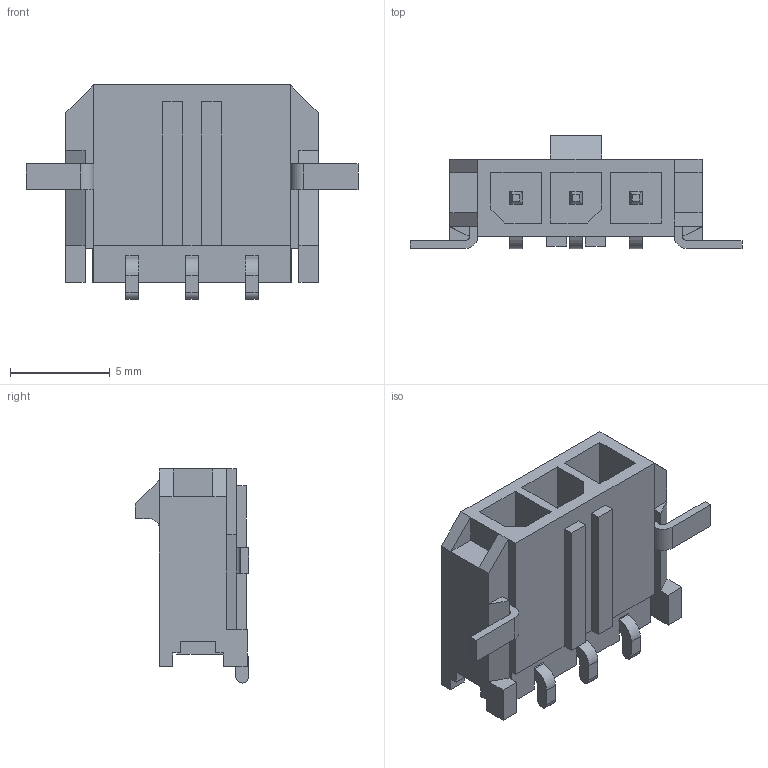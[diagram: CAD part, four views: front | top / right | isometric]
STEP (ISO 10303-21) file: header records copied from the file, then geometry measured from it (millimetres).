
FILE_DESCRIPTION (( 'STEP AP214' ), '1' );
FILE_NAME ('User Library-436500312.STEP', '2019-05-24T21:32:11', ( '' ), ( '' ), 'SwSTEP 2.0', 'SolidWorks 2019', '' );
FILE_SCHEMA (( 'AUTOMOTIVE_DESIGN' ));
Length unit declared in the file: millimetre
Products named in the file (1): User Library-436500312
Bounding box: 16.65 x 5.67 x 10.74 mm (x, y, z)
Volume: 321.2 mm3; surface area: 785.2 mm2
Topology: 2 solids, 2 shells, 240 faces, 663 edges, 422 vertices
Faces by surface type: plane 223, cylinder 17
Entity records: 9181 total; most frequent: CARTESIAN_POINT 1326, ORIENTED_EDGE 1326, DIRECTION 1191, EDGE_CURVE 663, VECTOR 617, LINE 617, VERTEX_POINT 422, AXIS2_PLACEMENT_3D 287
